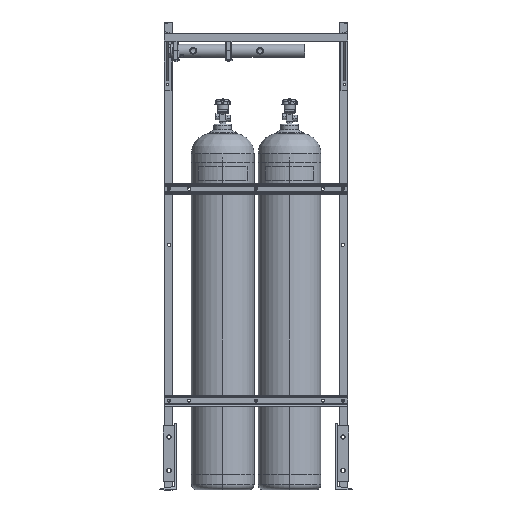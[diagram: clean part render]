
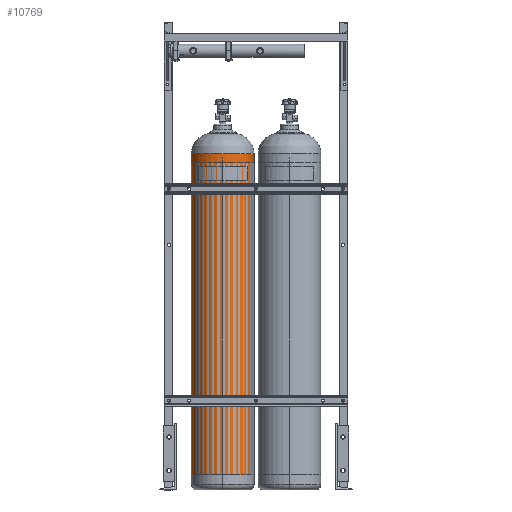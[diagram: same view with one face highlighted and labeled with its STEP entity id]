
A CAD part, top view. The second image highlights one B-rep face of the part: STEP entity #10769.
In plain terms, the highlighted cylindrical face has radius 142.85 mm (diameter 285.7 mm), a partial arc.
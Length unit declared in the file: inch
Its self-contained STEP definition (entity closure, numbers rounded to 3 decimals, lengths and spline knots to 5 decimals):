
#97 = CARTESIAN_POINT ( 'NONE',  ( 0., 0., 5.62402 ) ) ;
#932 = DIRECTION ( 'NONE',  ( 0., 0., -1. ) ) ;
#1138 = DIRECTION ( 'NONE',  ( 0., -1., 0. ) ) ;
#1807 = DIRECTION ( 'NONE',  ( 0., -1., 0. ) ) ;
#2102 = ORIENTED_EDGE ( 'NONE', *, *, #36201, .F. ) ;
#2142 = CIRCLE ( 'NONE', #10433, 5.62402 ) ;
#3489 = LINE ( 'NONE', #97, #38332 ) ;
#4002 = AXIS2_PLACEMENT_3D ( 'NONE', #32350, #1807, #17575 ) ;
#4136 = ORIENTED_EDGE ( 'NONE', *, *, #32482, .F. ) ;
#5496 = CARTESIAN_POINT ( 'NONE',  ( 0., 0., -5.62402 ) ) ;
#6573 = CARTESIAN_POINT ( 'NONE',  ( 0., -63., 0. ) ) ;
#8001 = FACE_OUTER_BOUND ( 'NONE', #38044, .T. ) ;
#8914 = ORIENTED_EDGE ( 'NONE', *, *, #33422, .T. ) ;
#10433 = AXIS2_PLACEMENT_3D ( 'NONE', #6573, #13365, #18751 ) ;
#10769 = ADVANCED_FACE ( 'NONE', ( #8001 ), #29539, .T. ) ;
#11684 = DIRECTION ( 'NONE',  ( 0., -1., 0. ) ) ;
#11782 = CARTESIAN_POINT ( 'NONE',  ( 0., -63., -5.62402 ) ) ;
#11839 = CARTESIAN_POINT ( 'NONE',  ( 0., -5.29832, -5.62402 ) ) ;
#13365 = DIRECTION ( 'NONE',  ( 0., -1., 0. ) ) ;
#15700 = VERTEX_POINT ( 'NONE', #38861 ) ;
#16010 = EDGE_CURVE ( 'NONE', #35608, #15700, #33479, .T. ) ;
#16719 = VECTOR ( 'NONE', #11684, 39.37008 ) ;
#17575 = DIRECTION ( 'NONE',  ( 0., 0., -1. ) ) ;
#18662 = ORIENTED_EDGE ( 'NONE', *, *, #16010, .T. ) ;
#18751 = DIRECTION ( 'NONE',  ( 0., 0., -1. ) ) ;
#26737 = CARTESIAN_POINT ( 'NONE',  ( 0., -63., 5.62402 ) ) ;
#27089 = AXIS2_PLACEMENT_3D ( 'NONE', #38029, #1138, #932 ) ;
#29539 = CYLINDRICAL_SURFACE ( 'NONE', #4002, 5.62402 ) ;
#31631 = VERTEX_POINT ( 'NONE', #11782 ) ;
#31687 = VERTEX_POINT ( 'NONE', #26737 ) ;
#32350 = CARTESIAN_POINT ( 'NONE',  ( 0., 0., 0. ) ) ;
#32482 = EDGE_CURVE ( 'NONE', #35608, #31631, #39191, .T. ) ;
#33422 = EDGE_CURVE ( 'NONE', #15700, #31687, #3489, .T. ) ;
#33479 = CIRCLE ( 'NONE', #27089, 5.62402 ) ;
#35608 = VERTEX_POINT ( 'NONE', #11839 ) ;
#36201 = EDGE_CURVE ( 'NONE', #31631, #31687, #2142, .T. ) ;
#36593 = DIRECTION ( 'NONE',  ( 0., -1., 0. ) ) ;
#38029 = CARTESIAN_POINT ( 'NONE',  ( 0., -5.29832, 0. ) ) ;
#38044 = EDGE_LOOP ( 'NONE', ( #18662, #8914, #2102, #4136 ) ) ;
#38332 = VECTOR ( 'NONE', #36593, 39.37008 ) ;
#38861 = CARTESIAN_POINT ( 'NONE',  ( 0., -5.29832, 5.62402 ) ) ;
#39191 = LINE ( 'NONE', #5496, #16719 ) ;
